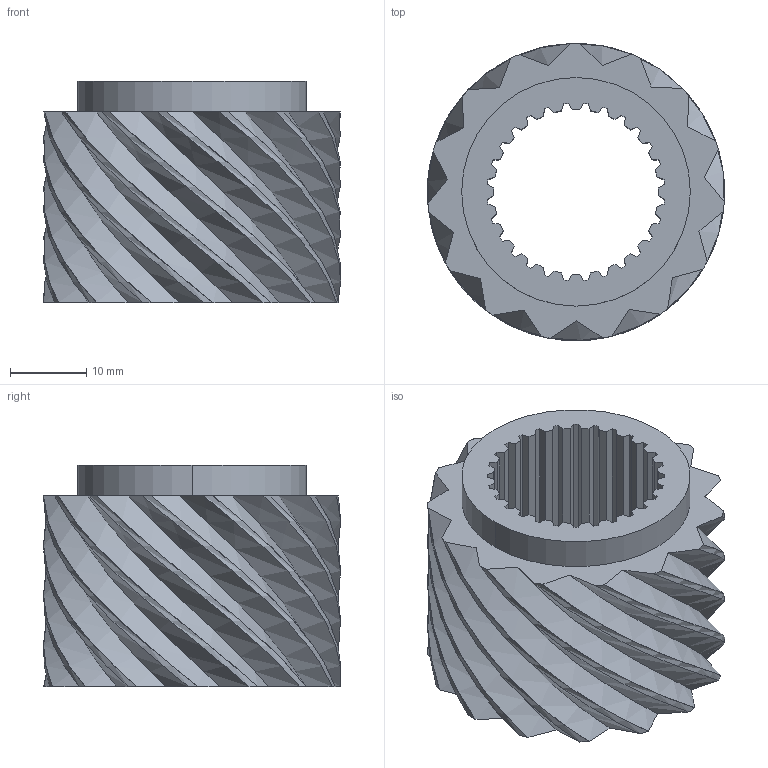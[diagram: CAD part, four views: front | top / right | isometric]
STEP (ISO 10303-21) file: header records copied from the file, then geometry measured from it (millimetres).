
FILE_DESCRIPTION (( 'STEP AP203' ), '1' );
FILE_NAME ('2158103139_Défaut_sldprt.STEP', '2023-01-20T01:24:36', ( '' ), ( '' ), 'SwSTEP 2.0', 'SolidWorks 2022', '' );
FILE_SCHEMA (( 'CONFIG_CONTROL_DESIGN' ));
Length unit declared in the file: millimetre
Products named in the file (1): 2158103139_Défaut_sldprt
Bounding box: 38.99 x 39 x 29 mm (x, y, z)
Volume: 17857 mm3; surface area: 8861.3 mm2
Topology: 1 solids, 1 shells, 177 faces, 522 edges, 348 vertices
Faces by surface type: plane 87, bspline 60, cylinder 30
Entity records: 13357 total; most frequent: CARTESIAN_POINT 9088, ORIENTED_EDGE 1044, DIRECTION 698, EDGE_CURVE 522, VERTEX_POINT 348, VECTOR 342, LINE 342, EDGE_LOOP 180
